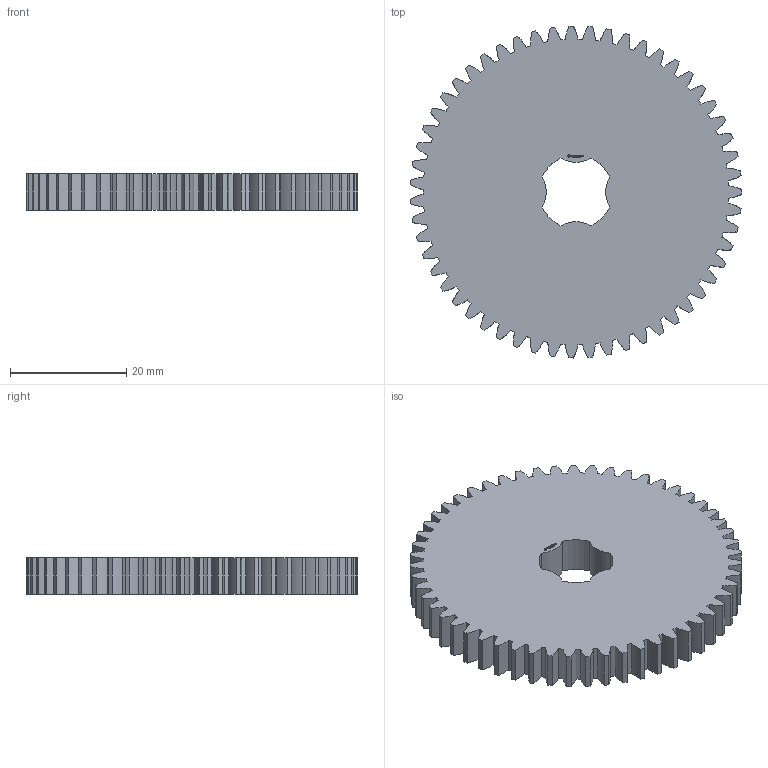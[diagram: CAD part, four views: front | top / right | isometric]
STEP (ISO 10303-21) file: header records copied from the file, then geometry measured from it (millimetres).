
FILE_DESCRIPTION(('FreeCAD Model'),'2;1');
FILE_NAME('Open CASCADE Shape Model','2024-03-10T19:39:23',(''),(''), 'Open CASCADE STEP processor 7.6','FreeCAD','Unknown');
FILE_SCHEMA(('AUTOMOTIVE_DESIGN { 1 0 10303 214 1 1 1 1 }'));
Products named in the file (1): Gear Wheel PLN TTH55 BU00.50 SFT-SHD - SPN-GWH-0198 (stemfie.org)
Bounding box: 56.97 x 56.99 x 6.25 mm (x, y, z)
Volume: 14079.5 mm3; surface area: 6945.8 mm2
Topology: 1 solids, 1 shells, 710 faces, 2028 edges, 1352 vertices
Faces by surface type: extrusion 384, plane 318, cylinder 8
Entity records: 64709 total; most frequent: CARTESIAN_POINT 21897, DIRECTION 5602, VECTOR 4900, LINE 4516, ORIENTED_EDGE 4056, PCURVE 4056, DEFINITIONAL_REPRESENTATION 4056, EDGE_CURVE 2028
